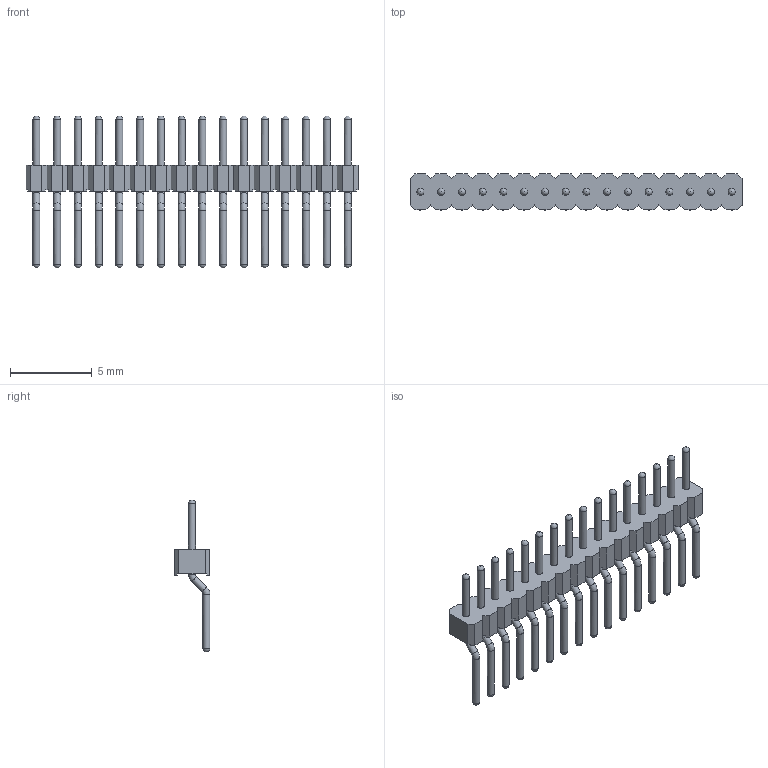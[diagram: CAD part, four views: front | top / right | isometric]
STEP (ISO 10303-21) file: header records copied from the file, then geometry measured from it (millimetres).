
FILE_DESCRIPTION(/* description */ (''),/* implementation_level */ '2;1');
FILE_NAME(/* name */ '7063-16-xx-1_Dummy .stp',/* time_stamp */ '2020-12-22T11:15:15+01:00',/* author */ ('Andreas.Larin'),/* organization */ (''),/* preprocessor_version */ 'ST-DEVELOPER v15.6',/* originating_system */ 'Autodesk Inventor 2015',/* authorisation */ '');
FILE_SCHEMA (('AUTOMOTIVE_DESIGN { 1 0 10303 214 3 1 1 }'));
Length unit declared in the file: centimetre
Products named in the file (1): 7063-16-xx-1_Dummy 
Bounding box: 20.32 x 2.2 x 9.3 mm (x, y, z)
Volume: 81.8 mm3; surface area: 339.8 mm2
Topology: 1 solids, 1 shells, 292 faces, 854 edges, 564 vertices
Faces by surface type: plane 164, cylinder 64, sphere 32, torus 32
Full cylindrical faces by diameter (mm): 0.43 x64
Entity records: 8260 total; most frequent: CARTESIAN_POINT 1359, DIRECTION 1328, ORIENTED_EDGE 1228, EDGE_CURVE 614, LINE 486, VECTOR 486, VERTEX_POINT 452, AXIS2_PLACEMENT_3D 421
